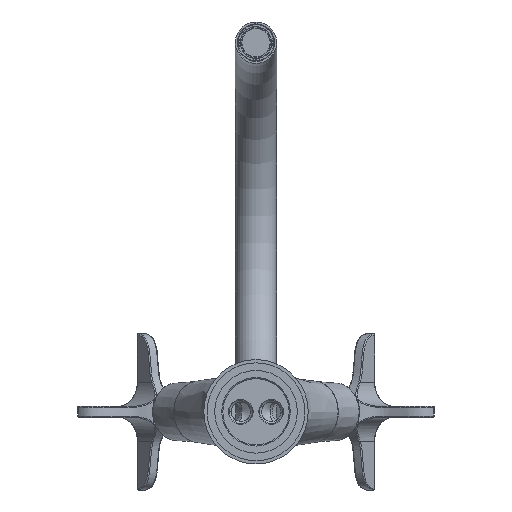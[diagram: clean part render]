
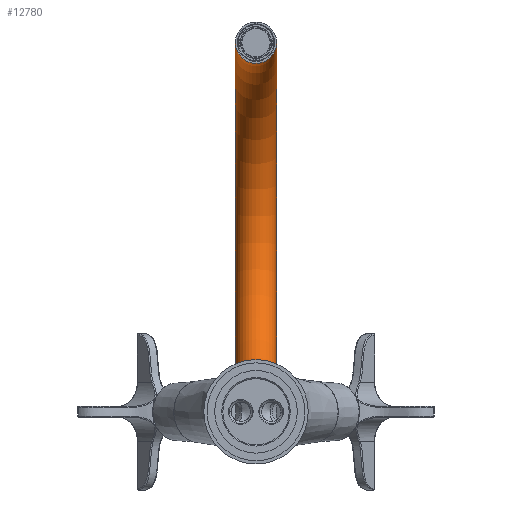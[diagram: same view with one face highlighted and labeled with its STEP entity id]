
A CAD part, front view. The second image highlights one B-rep face of the part: STEP entity #12780.
In plain terms, the highlighted toroidal (fillet/blend) face has major radius 85 mm and minor radius 9.5 mm.
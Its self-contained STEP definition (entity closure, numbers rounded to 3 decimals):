
#189 = CARTESIAN_POINT ( 'NONE',  ( 0., 222.05, -0.257 ) ) ;
#964 = CIRCLE ( 'NONE', #10384, 9.5 ) ;
#1342 = FACE_OUTER_BOUND ( 'NONE', #3079, .T. ) ;
#2527 = DIRECTION ( 'NONE',  ( -1., 0., 0. ) ) ;
#2842 = VERTEX_POINT ( 'NONE', #4318 ) ;
#3025 = DIRECTION ( 'NONE',  ( -1., 0., 0. ) ) ;
#3075 = EDGE_LOOP ( 'NONE', ( #6740 ) ) ;
#3079 = EDGE_LOOP ( 'NONE', ( #10189 ) ) ;
#4318 = CARTESIAN_POINT ( 'NONE',  ( -9.5, 222.05, -0.257 ) ) ;
#5384 = DIRECTION ( 'NONE',  ( 0., -1., 0. ) ) ;
#6052 = VERTEX_POINT ( 'NONE', #17327 ) ;
#6102 = DIRECTION ( 'NONE',  ( 1., 0., 0. ) ) ;
#6740 = ORIENTED_EDGE ( 'NONE', *, *, #17988, .F. ) ;
#9628 = CARTESIAN_POINT ( 'NONE',  ( 0., 222.05, 169.743 ) ) ;
#9972 = AXIS2_PLACEMENT_3D ( 'NONE', #9628, #5384, #2527 ) ;
#10189 = ORIENTED_EDGE ( 'NONE', *, *, #14420, .T. ) ;
#10384 = AXIS2_PLACEMENT_3D ( 'NONE', #189, #15675, #3025 ) ;
#11565 = CARTESIAN_POINT ( 'NONE',  ( 0., 222.05, 84.743 ) ) ;
#11748 = DIRECTION ( 'NONE',  ( 0., 0., -1. ) ) ;
#12780 = ADVANCED_FACE ( 'NONE', ( #13982, #1342 ), #15373, .T. ) ;
#13982 = FACE_OUTER_BOUND ( 'NONE', #3075, .T. ) ;
#14420 = EDGE_CURVE ( 'NONE', #2842, #2842, #964, .T. ) ;
#15373 = TOROIDAL_SURFACE ( 'NONE', #18031, 85., 9.5 ) ;
#15675 = DIRECTION ( 'NONE',  ( 0., 1., 0. ) ) ;
#17327 = CARTESIAN_POINT ( 'NONE',  ( -9.5, 222.05, 169.743 ) ) ;
#17940 = CIRCLE ( 'NONE', #9972, 9.5 ) ;
#17988 = EDGE_CURVE ( 'NONE', #6052, #6052, #17940, .T. ) ;
#18031 = AXIS2_PLACEMENT_3D ( 'NONE', #11565, #6102, #11748 ) ;
